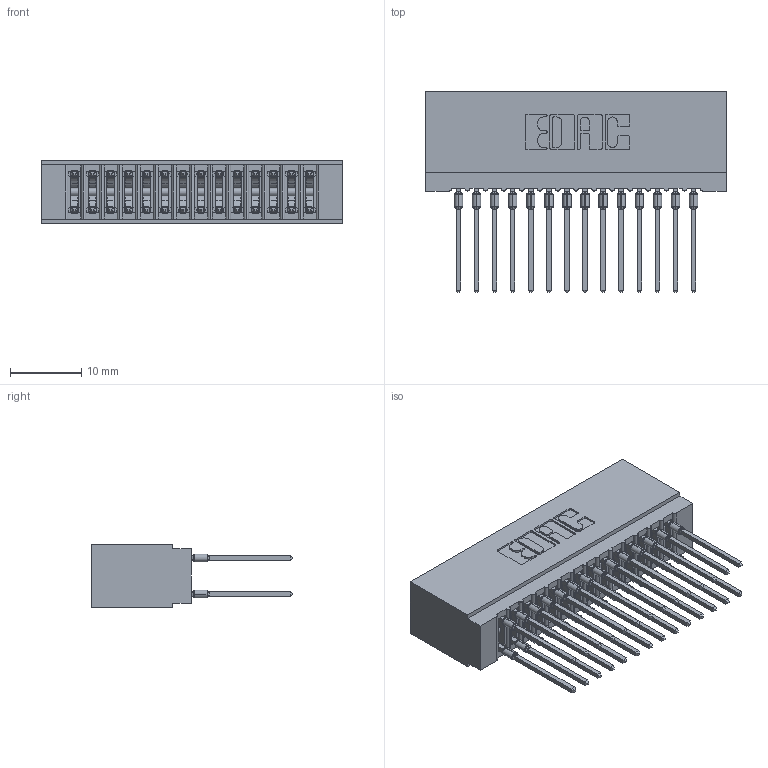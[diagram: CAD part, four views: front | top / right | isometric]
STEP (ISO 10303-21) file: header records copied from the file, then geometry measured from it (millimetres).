
FILE_DESCRIPTION (( 'STEP AP203' ), '1' );
FILE_NAME ('725-028-545-201.STEP', '2026-02-24T17:06:50', ( '' ), ( '' ), 'SwSTEP 2.0', 'SolidWorks 2023', '' );
FILE_SCHEMA (( 'CONFIG_CONTROL_DESIGN' ));
Length unit declared in the file: millimetre
Products named in the file (3): 745-292-001_545; 725 Part_Insulator Option - 01; 725-028-545-201
Assembly tree (29 placements, depth 2):
  725-028-545-201
    725 Part_Insulator Option - 01
    745-292-001_545  x28
Bounding box: 42.16 x 28.21 x 8.89 mm (x, y, z)
Volume: 3583.1 mm3; surface area: 7396.9 mm2
Topology: 29 solids, 29 shells, 2601 faces, 6988 edges, 4396 vertices
Faces by surface type: plane 1343, bspline 560, cylinder 530, torus 168
Entity records: 27356 total; most frequent: CARTESIAN_POINT 5255, ORIENTED_EDGE 4634, DIRECTION 4075, EDGE_CURVE 2317, VECTOR 2051, LINE 2051, VERTEX_POINT 1480, AXIS2_PLACEMENT_3D 1012
